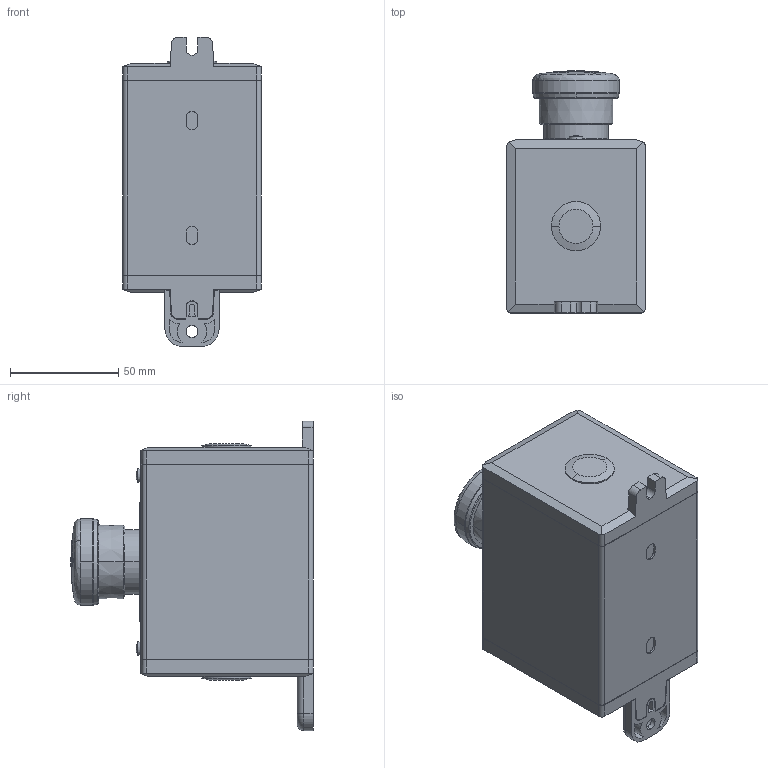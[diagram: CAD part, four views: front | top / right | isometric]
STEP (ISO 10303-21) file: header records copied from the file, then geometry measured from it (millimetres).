
FILE_DESCRIPTION (( 'STEP AP203' ), '1' );
FILE_NAME ('NFC-102-STP.step', '2023-08-04T06:58:03', ( 'SetupUser' ), ( '' ), 'SwSTEP 2.0', 'SolidWorks 2020', '' );
FILE_SCHEMA (( 'CONFIG_CONTROL_DESIGN' ));
Length unit declared in the file: millimetre
Products named in the file (1): NFC-102-STP
Bounding box: 64 x 112 x 143 mm (x, y, z)
Volume: 575057.6 mm3; surface area: 49123.7 mm2
Topology: 1 solids, 3 shells, 550 faces, 1489 edges, 979 vertices
Faces by surface type: plane 236, bspline 200, cylinder 82, cone 30, torus 2
Entity records: 23067 total; most frequent: CARTESIAN_POINT 10469, ORIENTED_EDGE 2970, DIRECTION 1972, EDGE_CURVE 1485, VERTEX_POINT 979, LINE 808, VECTOR 808, EDGE_LOOP 590
